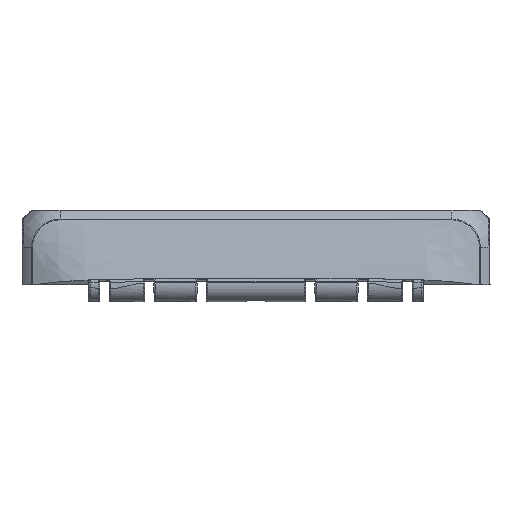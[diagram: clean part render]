
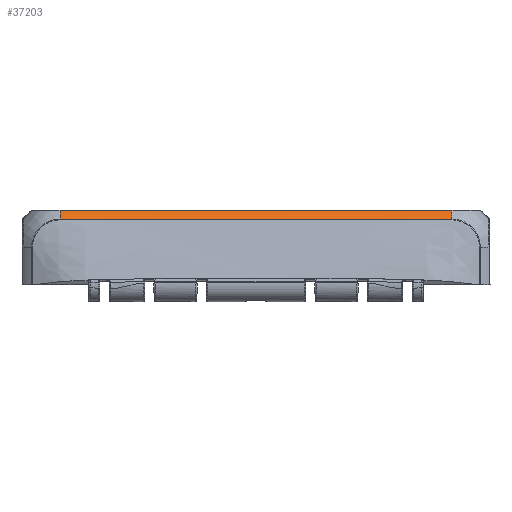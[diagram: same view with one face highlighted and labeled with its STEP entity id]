
A CAD part, left-side view. The second image highlights one B-rep face of the part: STEP entity #37203.
In plain terms, the highlighted cylindrical face has radius 15 mm (diameter 30 mm), a partial arc.
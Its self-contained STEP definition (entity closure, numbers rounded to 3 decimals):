
#29713=CARTESIAN_POINT('',(52.325,-5.728,17.586));
#29714=VERTEX_POINT('',#29713);
#29871=CARTESIAN_POINT('',(-52.325,-5.727,17.587));
#29872=VERTEX_POINT('',#29871);
#29873=CARTESIAN_POINT('',(52.325,-5.727,17.587));
#29874=CARTESIAN_POINT('',(52.325,-5.727,17.588));
#29875=CARTESIAN_POINT('',(52.324,-5.728,17.587));
#29876=CARTESIAN_POINT('',(50.108,-5.717,17.601));
#29877=CARTESIAN_POINT('',(47.896,-5.726,17.589));
#29878=CARTESIAN_POINT('',(45.494,-5.733,17.58));
#29879=CARTESIAN_POINT('',(45.31,-5.733,17.581));
#29880=CARTESIAN_POINT('',(40.122,-5.734,17.579));
#29881=CARTESIAN_POINT('',(35.096,-5.733,17.581));
#29882=CARTESIAN_POINT('',(20.059,-5.732,17.582));
#29883=CARTESIAN_POINT('',(10.027,-5.731,17.582));
#29884=CARTESIAN_POINT('',(-10.027,-5.731,17.582));
#29885=CARTESIAN_POINT('',(-20.059,-5.732,17.582));
#29886=CARTESIAN_POINT('',(-35.096,-5.733,17.581));
#29887=CARTESIAN_POINT('',(-40.121,-5.734,17.579));
#29888=CARTESIAN_POINT('',(-45.31,-5.733,17.581));
#29889=CARTESIAN_POINT('',(-45.494,-5.733,17.58));
#29890=CARTESIAN_POINT('',(-47.896,-5.726,17.589));
#29891=CARTESIAN_POINT('',(-50.108,-5.717,17.601));
#29892=CARTESIAN_POINT('',(-52.324,-5.728,17.587));
#29893=CARTESIAN_POINT('',(-52.325,-5.727,17.588));
#29894=CARTESIAN_POINT('',(-52.325,-5.727,17.587));
#29895=B_SPLINE_CURVE_WITH_KNOTS('',3,(#29873,#29874,#29875,#29876,#29877,#29878,#29879,#29880,#29881,#29882,#29883,#29884,#29885,#29886,#29887,#29888,#29889,#29890,#29891,#29892,#29893,#29894),.UNSPECIFIED.,.F.,.U.,(4,2,2,2,2,2,2,2,2,2,4),(2.144,2.144,2.808,2.864,4.368,7.376,10.385,11.889,11.944,12.609,12.609),.UNSPECIFIED.);
#29896=EDGE_CURVE('',#29714,#29872,#29895,.T.);
#33677=CARTESIAN_POINT('',(-52.311,-3.412,19.892));
#33678=VERTEX_POINT('',#33677);
#33679=CARTESIAN_POINT('',(-52.384,5.95,8.172));
#33680=DIRECTION('',(1.,0.,-0.006));
#33681=DIRECTION('',(0.006,0.,1.));
#33682=AXIS2_PLACEMENT_3D('',#33679,#33680,#33681);
#33683=ELLIPSE('',#33682,15.,15.);
#33684=EDGE_CURVE('',#33678,#29872,#33683,.T.);
#33999=CARTESIAN_POINT('',(52.311,-3.414,19.891));
#34000=VERTEX_POINT('',#33999);
#34001=CARTESIAN_POINT('',(-52.311,-3.414,19.891));
#34002=DIRECTION('',(1.0,0.0,0.0));
#34003=VECTOR('',#34002,104.622);
#34004=LINE('',#34001,#34003);
#34005=EDGE_CURVE('',#33678,#34000,#34004,.T.);
#37152=CARTESIAN_POINT('',(52.323,-5.393,17.988));
#37153=VERTEX_POINT('',#37152);
#37154=CARTESIAN_POINT('',(52.252,5.95,8.172));
#37155=DIRECTION('',(1.,0.006,0.));
#37156=DIRECTION('',(0.006,-1.,0.009));
#37157=AXIS2_PLACEMENT_3D('',#37154,#37155,#37156);
#37158=ELLIPSE('',#37157,15.,15.);
#37159=EDGE_CURVE('',#34000,#37153,#37158,.T.);
#37161=CARTESIAN_POINT('',(52.324,-5.519,17.84));
#37162=VERTEX_POINT('',#37161);
#37163=CARTESIAN_POINT('',(52.252,5.95,8.172));
#37164=DIRECTION('',(1.,0.006,0.));
#37165=DIRECTION('',(0.006,-1.,0.009));
#37166=AXIS2_PLACEMENT_3D('',#37163,#37164,#37165);
#37167=ELLIPSE('',#37166,15.,15.);
#37168=EDGE_CURVE('',#37153,#37162,#37167,.T.);
#37170=CARTESIAN_POINT('',(52.325,-5.585,17.761));
#37171=VERTEX_POINT('',#37170);
#37172=CARTESIAN_POINT('',(52.252,5.95,8.172));
#37173=DIRECTION('',(1.,0.006,0.));
#37174=DIRECTION('',(0.006,-1.,0.009));
#37175=AXIS2_PLACEMENT_3D('',#37172,#37173,#37174);
#37176=ELLIPSE('',#37175,15.,15.);
#37177=EDGE_CURVE('',#37162,#37171,#37176,.T.);
#37179=CARTESIAN_POINT('',(52.252,5.95,8.172));
#37180=DIRECTION('',(1.,0.006,0.));
#37181=DIRECTION('',(0.006,-1.,0.009));
#37182=AXIS2_PLACEMENT_3D('',#37179,#37180,#37181);
#37183=ELLIPSE('',#37182,15.,15.);
#37184=EDGE_CURVE('',#37171,#29714,#37183,.T.);
#37189=CARTESIAN_POINT('',(0.0,5.95,8.172));
#37190=DIRECTION('',(1.0,0.0,0.0));
#37191=DIRECTION('',(0.0,-0.615,0.789));
#37192=AXIS2_PLACEMENT_3D('',#37189,#37190,#37191);
#37193=CYLINDRICAL_SURFACE('',#37192,15.);
#37194=ORIENTED_EDGE('',*,*,#29896,.F.);
#37195=ORIENTED_EDGE('',*,*,#37184,.F.);
#37196=ORIENTED_EDGE('',*,*,#37177,.F.);
#37197=ORIENTED_EDGE('',*,*,#37168,.F.);
#37198=ORIENTED_EDGE('',*,*,#37159,.F.);
#37199=ORIENTED_EDGE('',*,*,#34005,.F.);
#37200=ORIENTED_EDGE('',*,*,#33684,.T.);
#37201=EDGE_LOOP('',(#37194,#37195,#37196,#37197,#37198,#37199,#37200));
#37202=FACE_OUTER_BOUND('',#37201,.T.);
#37203=ADVANCED_FACE('',(#37202),#37193,.T.);
